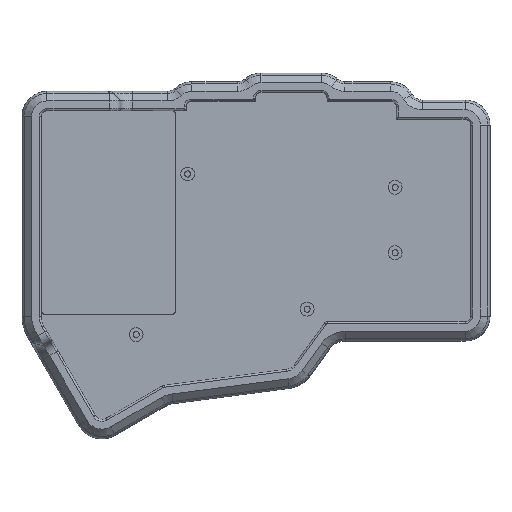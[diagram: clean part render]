
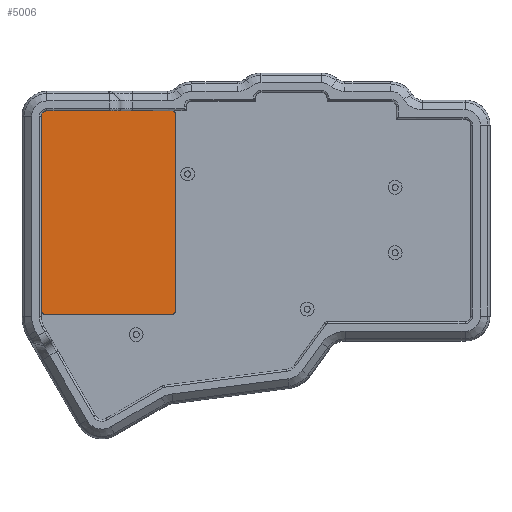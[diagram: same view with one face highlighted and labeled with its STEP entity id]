
A CAD part, top view. The second image highlights one B-rep face of the part: STEP entity #5006.
In plain terms, the highlighted planar face has unit normal (0, 0, 1).
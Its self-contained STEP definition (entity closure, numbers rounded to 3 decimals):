
#259=PLANE('',#5631);
#561=FACE_OUTER_BOUND('',#896,.T.);
#896=EDGE_LOOP('',(#4501,#4502,#4503,#4504,#4505,#4506,#4507,#4508));
#951=LINE('',#7402,#1347);
#954=LINE('',#7410,#1350);
#1266=LINE('',#9118,#1662);
#1269=LINE('',#9125,#1665);
#1347=VECTOR('',#5759,10.);
#1350=VECTOR('',#5768,10.);
#1662=VECTOR('',#7090,10.);
#1665=VECTOR('',#7099,10.);
#1742=CIRCLE('',#5080,1.);
#1743=CIRCLE('',#5083,1.);
#1992=CIRCLE('',#5591,1.5);
#1997=CIRCLE('',#5630,1.);
#2046=VERTEX_POINT('',#7395);
#2047=VERTEX_POINT('',#7397);
#2048=VERTEX_POINT('',#7401);
#2049=VERTEX_POINT('',#7405);
#2050=VERTEX_POINT('',#7409);
#2418=VERTEX_POINT('',#9115);
#2419=VERTEX_POINT('',#9117);
#2420=VERTEX_POINT('',#9121);
#2480=EDGE_CURVE('',#2047,#2046,#1742,.T.);
#2482=EDGE_CURVE('',#2048,#2047,#951,.T.);
#2484=EDGE_CURVE('',#2049,#2048,#1743,.T.);
#2486=EDGE_CURVE('',#2050,#2049,#954,.T.);
#3088=EDGE_CURVE('',#2419,#2418,#1266,.T.);
#3090=EDGE_CURVE('',#2420,#2419,#1992,.T.);
#3092=EDGE_CURVE('',#2046,#2420,#1269,.T.);
#3128=EDGE_CURVE('',#2418,#2050,#1997,.T.);
#4501=ORIENTED_EDGE('',*,*,#2482,.T.);
#4502=ORIENTED_EDGE('',*,*,#2480,.T.);
#4503=ORIENTED_EDGE('',*,*,#3092,.T.);
#4504=ORIENTED_EDGE('',*,*,#3090,.T.);
#4505=ORIENTED_EDGE('',*,*,#3088,.T.);
#4506=ORIENTED_EDGE('',*,*,#3128,.T.);
#4507=ORIENTED_EDGE('',*,*,#2486,.T.);
#4508=ORIENTED_EDGE('',*,*,#2484,.T.);
#5006=ADVANCED_FACE('',(#561),#259,.F.);
#5080=AXIS2_PLACEMENT_3D('',#7398,#5754,#5755);
#5083=AXIS2_PLACEMENT_3D('',#7406,#5763,#5764);
#5591=AXIS2_PLACEMENT_3D('',#9122,#7094,#7095);
#5630=AXIS2_PLACEMENT_3D('',#9199,#7205,#7206);
#5631=AXIS2_PLACEMENT_3D('',#9200,#7207,#7208);
#5754=DIRECTION('center_axis',(0.,0.,1.));
#5755=DIRECTION('ref_axis',(0.,1.,0.));
#5759=DIRECTION('',(0.,1.,0.));
#5763=DIRECTION('center_axis',(0.,0.,1.));
#5764=DIRECTION('ref_axis',(1.,0.,0.));
#5768=DIRECTION('',(1.,0.,0.));
#7090=DIRECTION('',(0.,-1.,0.));
#7094=DIRECTION('center_axis',(0.,0.,1.));
#7095=DIRECTION('ref_axis',(-1.,0.,0.));
#7099=DIRECTION('',(-1.,0.,0.));
#7205=DIRECTION('center_axis',(0.,0.,1.));
#7206=DIRECTION('ref_axis',(0.,-1.,0.));
#7207=DIRECTION('center_axis',(0.,0.,-1.));
#7208=DIRECTION('ref_axis',(1.,0.,0.));
#7395=CARTESIAN_POINT('',(-77.8,54.98,-8.));
#7397=CARTESIAN_POINT('',(-76.8,53.98,-8.));
#7398=CARTESIAN_POINT('Origin',(-77.8,53.98,-8.));
#7401=CARTESIAN_POINT('',(-76.8,2.98,-8.));
#7402=CARTESIAN_POINT('',(-76.8,2.98,-8.));
#7405=CARTESIAN_POINT('',(-77.8,1.98,-8.));
#7406=CARTESIAN_POINT('Origin',(-77.8,2.98,-8.));
#7409=CARTESIAN_POINT('',(-110.8,1.98,-8.));
#7410=CARTESIAN_POINT('',(-107.,1.98,-8.));
#9115=CARTESIAN_POINT('',(-111.8,2.98,-8.));
#9117=CARTESIAN_POINT('',(-111.8,53.48,-8.));
#9118=CARTESIAN_POINT('',(-111.8,2.98,-8.));
#9121=CARTESIAN_POINT('',(-110.3,54.98,-8.));
#9122=CARTESIAN_POINT('Origin',(-110.3,53.48,-8.));
#9125=CARTESIAN_POINT('',(-110.3,54.98,-8.));
#9199=CARTESIAN_POINT('Origin',(-110.8,2.98,-8.));
#9200=CARTESIAN_POINT('Origin',(-94.3,28.48,-8.));
